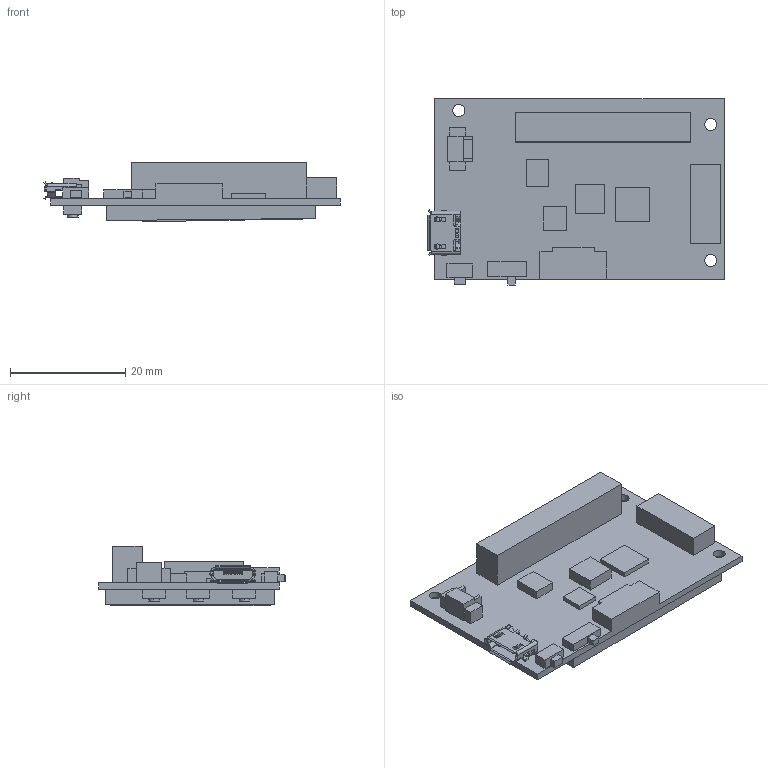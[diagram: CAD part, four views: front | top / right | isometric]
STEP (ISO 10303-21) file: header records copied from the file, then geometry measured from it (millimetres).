
FILE_DESCRIPTION((''),'2;1');
FILE_NAME('PCB','2018-07-15T',('Administrator'),(''),'PRO/ENGINEER BY PARAMETRIC TECHNOLOGY CORPORATION, 2015240','PRO/ENGINEER BY PARAMETRIC TECHNOLOGY CORPORATION, 2015240','');
FILE_SCHEMA(('AUTOMOTIVE_DESIGN { 1 2 10303 214 0 1 1 1 }'));
Length unit declared in the file: millimetre
Products named in the file (1): PCB
Bounding box: 51.4 x 32.3 x 10.33 mm (x, y, z)
Volume: 6342.7 mm3; surface area: 4949.5 mm2
Topology: 2 solids, 2 shells, 499 faces, 1417 edges, 930 vertices
Faces by surface type: plane 384, cylinder 111, cone 4
Entity records: 17329 total; most frequent: CARTESIAN_POINT 2881, ORIENTED_EDGE 2834, DIRECTION 2637, EDGE_CURVE 1417, COLOUR_RGB 1187, VECTOR 1179, LINE 1179, VERTEX_POINT 930
